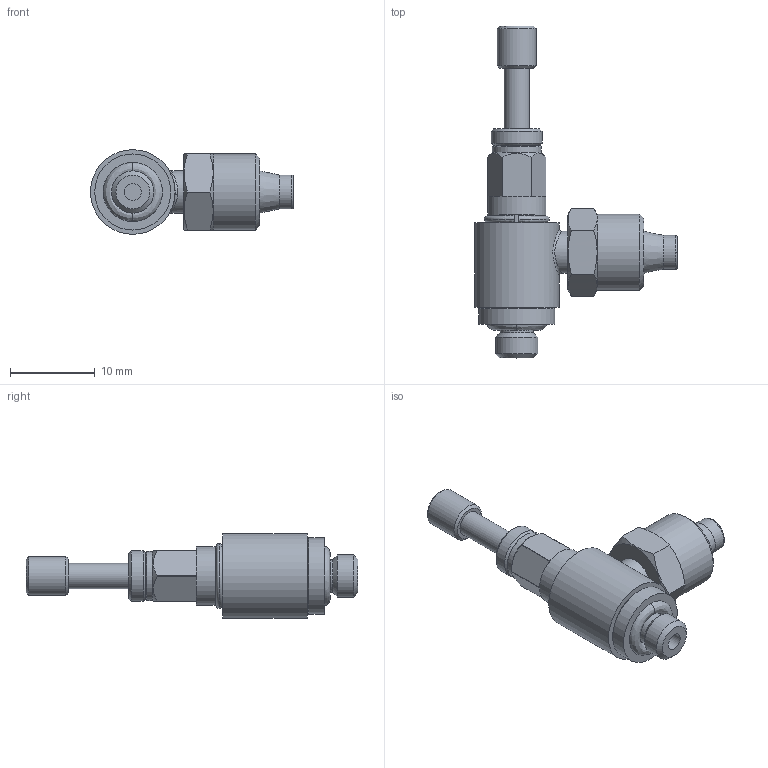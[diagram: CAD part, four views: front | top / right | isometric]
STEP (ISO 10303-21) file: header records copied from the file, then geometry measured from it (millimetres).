
FILE_DESCRIPTION(( 'MV.42.06.M5B.stp' ), '1');
FILE_NAME( 'MV.42.06.M5B.stp', '2019-06-20T08:20:23',( 'Sopra'),('sopra-pneumatic.com'), 'SwSTEP 2.0','SolidWorks 2009','' );
FILE_SCHEMA( ( 'CONFIG_CONTROL_DESIGN' ) );
Length unit declared in the file: millimetre
Products named in the file (3): 04320B30; NONE; 008-0016-1-solid1
Assembly tree (2 placements, depth 2):
  04320B30
    NONE
    008-0016-1-solid1
Bounding box: 24 x 39.25 x 10 mm (x, y, z)
Volume: 2087.4 mm3; surface area: 1586.4 mm2
Topology: 2 solids, 3 shells, 85 faces, 186 edges, 120 vertices
Faces by surface type: plane 37, cone 21, cylinder 19, bspline 8
Full cylindrical faces by diameter (mm): 2 x1, 3 x2, 3.9 x1, 4 x1, 4.6 x1, 5 x3, 5.8 x1, 6 x1, 6.15 x1, 6.3 x1, 6.9 x1, 9 x2, 10 x1
Entity records: 2854 total; most frequent: CARTESIAN_POINT 1120, DIRECTION 335, ORIENTED_EDGE 288, AXIS2_PLACEMENT_3D 155, EDGE_CURVE 144, EDGE_LOOP 131, VERTEX_POINT 111, FACE_OUTER_BOUND 102
